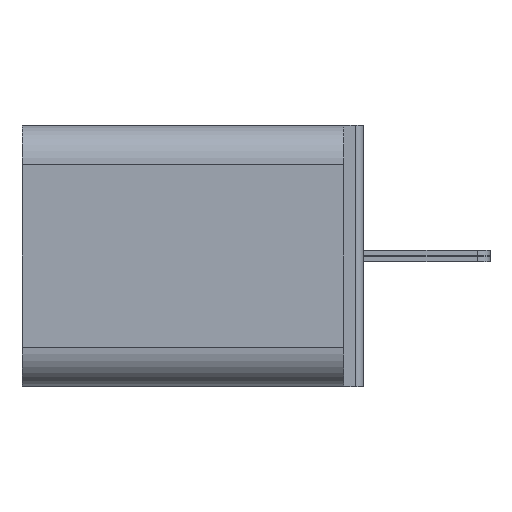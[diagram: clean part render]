
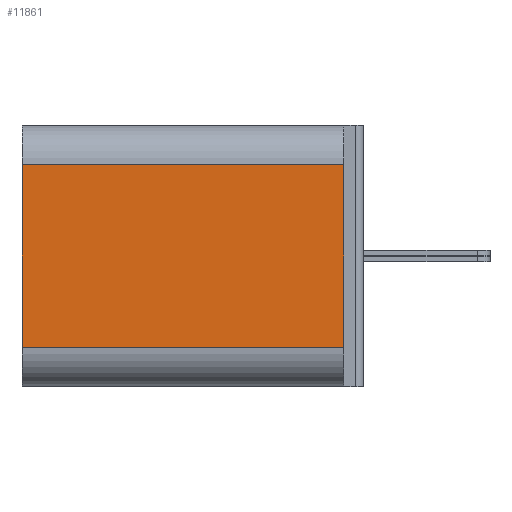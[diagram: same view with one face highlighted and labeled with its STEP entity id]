
A CAD part, left-side view. The second image highlights one B-rep face of the part: STEP entity #11861.
In plain terms, the highlighted planar face has unit normal (-1, 0, 0).
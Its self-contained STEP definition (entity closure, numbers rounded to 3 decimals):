
#483 = VERTEX_POINT ( 'NONE', #29026 ) ;
#1314 = VERTEX_POINT ( 'NONE', #3229 ) ;
#3229 = CARTESIAN_POINT ( 'NONE',  ( -9.843, 0., -2.921 ) ) ;
#3347 = ORIENTED_EDGE ( 'NONE', *, *, #15781, .F. ) ;
#3442 = EDGE_CURVE ( 'NONE', #17215, #15958, #13239, .T. ) ;
#3518 = CARTESIAN_POINT ( 'NONE',  ( -9.843, 10.312, -2.921 ) ) ;
#5265 = VECTOR ( 'NONE', #16592, 1000. ) ;
#5454 = CARTESIAN_POINT ( 'NONE',  ( -9.843, 10.312, -2.921 ) ) ;
#7826 = DIRECTION ( 'NONE',  ( 0., 1., 0. ) ) ;
#8481 = FACE_OUTER_BOUND ( 'NONE', #28472, .T. ) ;
#9180 = CARTESIAN_POINT ( 'NONE',  ( -9.843, 10.312, 2.921 ) ) ;
#9421 = LINE ( 'NONE', #24754, #16246 ) ;
#10118 = DIRECTION ( 'NONE',  ( 1., 0., 0. ) ) ;
#10357 = LINE ( 'NONE', #3518, #11432 ) ;
#10407 = ORIENTED_EDGE ( 'NONE', *, *, #3442, .T. ) ;
#11432 = VECTOR ( 'NONE', #7826, 1000. ) ;
#11861 = ADVANCED_FACE ( 'NONE', ( #8481 ), #17234, .F. ) ;
#13239 = LINE ( 'NONE', #13830, #19055 ) ;
#13830 = CARTESIAN_POINT ( 'NONE',  ( -9.843, 10.312, 0. ) ) ;
#14673 = EDGE_CURVE ( 'NONE', #1314, #15958, #10357, .T. ) ;
#15781 = EDGE_CURVE ( 'NONE', #17215, #483, #20638, .T. ) ;
#15958 = VERTEX_POINT ( 'NONE', #5454 ) ;
#16246 = VECTOR ( 'NONE', #17888, 1000. ) ;
#16592 = DIRECTION ( 'NONE',  ( 0., -1., 0. ) ) ;
#17088 = CARTESIAN_POINT ( 'NONE',  ( -9.843, 10.312, 4.191 ) ) ;
#17215 = VERTEX_POINT ( 'NONE', #25314 ) ;
#17234 = PLANE ( 'NONE',  #24484 ) ;
#17532 = DIRECTION ( 'NONE',  ( 0., 0., -1. ) ) ;
#17888 = DIRECTION ( 'NONE',  ( 0., 0., -1. ) ) ;
#19055 = VECTOR ( 'NONE', #20092, 1000. ) ;
#20092 = DIRECTION ( 'NONE',  ( 0., 0., -1. ) ) ;
#20638 = LINE ( 'NONE', #9180, #5265 ) ;
#21530 = EDGE_CURVE ( 'NONE', #483, #1314, #9421, .T. ) ;
#24484 = AXIS2_PLACEMENT_3D ( 'NONE', #17088, #10118, #17532 ) ;
#24754 = CARTESIAN_POINT ( 'NONE',  ( -9.843, 0., 0. ) ) ;
#25314 = CARTESIAN_POINT ( 'NONE',  ( -9.843, 10.312, 2.921 ) ) ;
#25777 = ORIENTED_EDGE ( 'NONE', *, *, #21530, .F. ) ;
#25871 = ORIENTED_EDGE ( 'NONE', *, *, #14673, .F. ) ;
#28472 = EDGE_LOOP ( 'NONE', ( #25871, #25777, #3347, #10407 ) ) ;
#29026 = CARTESIAN_POINT ( 'NONE',  ( -9.843, 0., 2.921 ) ) ;
